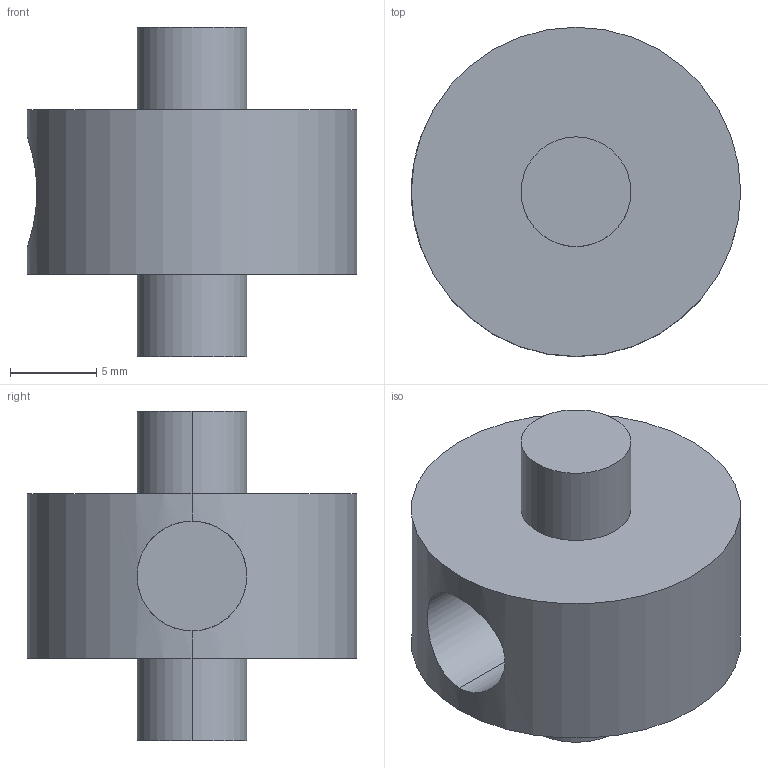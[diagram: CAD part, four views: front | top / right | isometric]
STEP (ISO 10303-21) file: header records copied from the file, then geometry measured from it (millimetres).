
FILE_DESCRIPTION (( 'STEP AP214' ), '1' );
FILE_NAME ('Hinge - 2003091.step', '2023-06-15T00:37:08', ( '' ), ( '' ), 'SwSTEP 2.0', 'SolidWorks 2022', '' );
FILE_SCHEMA (( 'AUTOMOTIVE_DESIGN' ));
Length unit declared in the file: inch
Products named in the file (1): Hinge - 2003091
Bounding box: 19.05 x 19.05 x 19.05 mm (x, y, z)
Volume: 2719.1 mm3; surface area: 1514.3 mm2
Topology: 1 solids, 1 shells, 13 faces, 25 edges, 16 vertices
Faces by surface type: cylinder 8, plane 5
Entity records: 435 total; most frequent: CARTESIAN_POINT 117, DIRECTION 65, ORIENTED_EDGE 50, AXIS2_PLACEMENT_3D 28, EDGE_CURVE 25, VERTEX_POINT 16, EDGE_LOOP 15, CIRCLE 14
